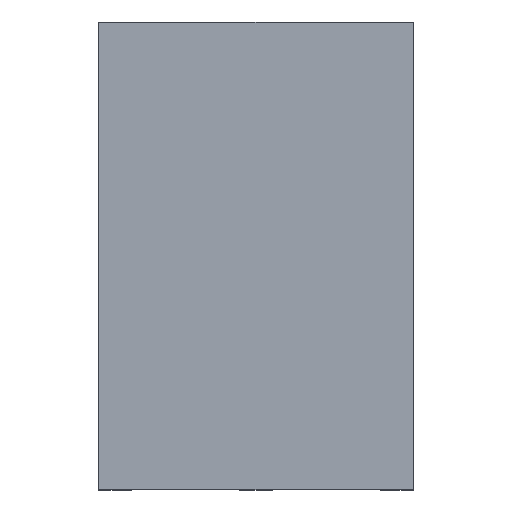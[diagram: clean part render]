
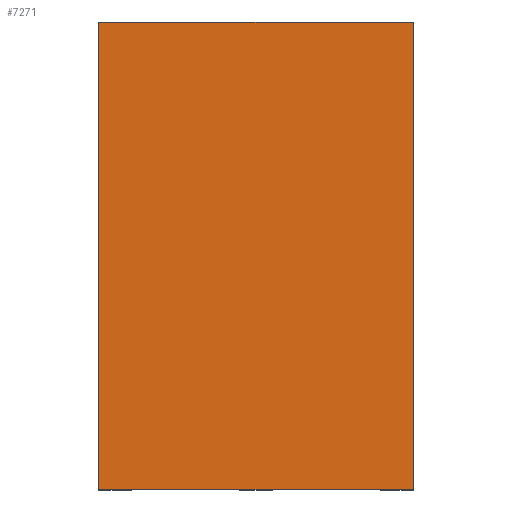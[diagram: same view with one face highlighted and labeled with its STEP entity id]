
A CAD part, top view. The second image highlights one B-rep face of the part: STEP entity #7271.
In plain terms, the highlighted planar face has unit normal (0, 0, 1).
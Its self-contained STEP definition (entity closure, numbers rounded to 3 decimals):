
#996=ORIENTED_EDGE('',*,*,#2899,.T.);
#997=ORIENTED_EDGE('',*,*,#2900,.F.);
#998=ORIENTED_EDGE('',*,*,#2898,.F.);
#999=ORIENTED_EDGE('',*,*,#2901,.T.);
#2898=EDGE_CURVE('',#3843,#3840,#4565,.T.);
#2899=EDGE_CURVE('',#3844,#3845,#4566,.T.);
#2900=EDGE_CURVE('',#3840,#3845,#4567,.T.);
#2901=EDGE_CURVE('',#3843,#3844,#4568,.T.);
#3840=VERTEX_POINT('',#11129);
#3843=VERTEX_POINT('',#11134);
#3844=VERTEX_POINT('',#11138);
#3845=VERTEX_POINT('',#11139);
#4565=LINE('',#11135,#5427);
#4566=LINE('',#11137,#5428);
#4567=LINE('',#11140,#5429);
#4568=LINE('',#11141,#5430);
#5427=VECTOR('',#8930,1000.);
#5428=VECTOR('',#8933,1000.);
#5429=VECTOR('',#8934,1000.);
#5430=VECTOR('',#8935,1000.);
#6109=EDGE_LOOP('',(#996,#997,#998,#999));
#6543=FACE_BOUND('',#6109,.T.);
#6921=PLANE('',#7795);
#7271=ADVANCED_FACE('',(#6543),#6921,.F.);
#7795=AXIS2_PLACEMENT_3D('',#11136,#8931,#8932);
#8930=DIRECTION('',(0.,-1.,0.));
#8931=DIRECTION('',(0.,0.,-1.));
#8932=DIRECTION('',(-1.,0.,0.));
#8933=DIRECTION('',(0.,-1.,0.));
#8934=DIRECTION('',(-1.,0.,0.));
#8935=DIRECTION('',(-1.,0.,0.));
#11129=CARTESIAN_POINT('',(3.9,0.,10.8));
#11134=CARTESIAN_POINT('',(3.9,11.6,10.8));
#11135=CARTESIAN_POINT('',(3.9,11.6,10.8));
#11136=CARTESIAN_POINT('',(3.9,11.6,10.8));
#11137=CARTESIAN_POINT('',(-3.9,11.6,10.8));
#11138=CARTESIAN_POINT('',(-3.9,11.6,10.8));
#11139=CARTESIAN_POINT('',(-3.9,0.,10.8));
#11140=CARTESIAN_POINT('',(3.9,0.,10.8));
#11141=CARTESIAN_POINT('',(3.9,11.6,10.8));
